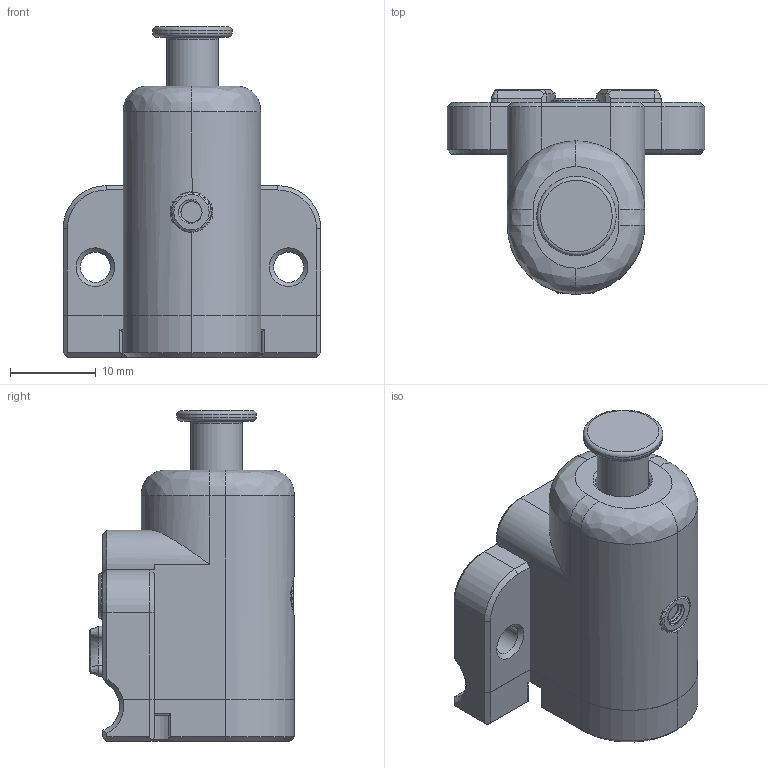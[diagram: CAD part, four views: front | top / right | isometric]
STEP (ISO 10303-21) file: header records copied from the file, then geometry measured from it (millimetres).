
FILE_DESCRIPTION(/* description */ (''),/* implementation_level */ '2;1');
FILE_NAME(/* name */ 'UnKlicky_SexBolt M6.step',/* time_stamp */ '2022-05-21T14:13:13-05:00',/* author */ (''),/* organization */ (''),/* preprocessor_version */ 'ST-DEVELOPER v18.1',/* originating_system */ 'Autodesk Translation Framework v10.14.0.1471',/* authorisation */ '');
FILE_SCHEMA (('AUTOMOTIVE_DESIGN { 1 0 10303 214 3 1 1 }'));
Length unit declared in the file: millimetre
Products named in the file (8): UnKlicky_SexBolt M6; Unklicky_z_6mm_Body ; Unklicky_z_6mm_bottom; Unklicky_z_6mm_pin; Bolt; Contact Screw; M6 sex bolt; Heat set
Assembly tree (7 placements, depth 2):
  UnKlicky_SexBolt M6
    Unklicky_z_6mm_Body 
    Unklicky_z_6mm_bottom
    Unklicky_z_6mm_pin
    Bolt
    Contact Screw
    M6 sex bolt
    Heat set
Bounding box: 30 x 23.82 x 38.48 mm (x, y, z)
Volume: 9412.4 mm3; surface area: 7338.5 mm2
Topology: 7 solids, 7 shells, 472 faces, 1236 edges, 782 vertices
Faces by surface type: plane 169, cylinder 154, bspline 96, cone 49, torus 4
Full cylindrical faces by diameter (mm): 2 x1, 2.459 x8, 3 x8, 3.1 x1, 3.2 x4, 3.5 x2, 3.99 x4, 4 x1, 4.234 x2, 4.25 x1, 4.5 x1, 4.7 x4, 4.901 x9, 5.12 x2, 5.5 x1, 6 x1, 6.16 x1, 6.3 x1, 8.48 x1, 9 x1, 9.25 x1
Entity records: 25169 total; most frequent: CARTESIAN_POINT 14260, ORIENTED_EDGE 2470, DIRECTION 1857, EDGE_CURVE 1235, VERTEX_POINT 782, AXIS2_PLACEMENT_3D 690, EDGE_LOOP 501, LINE 477
